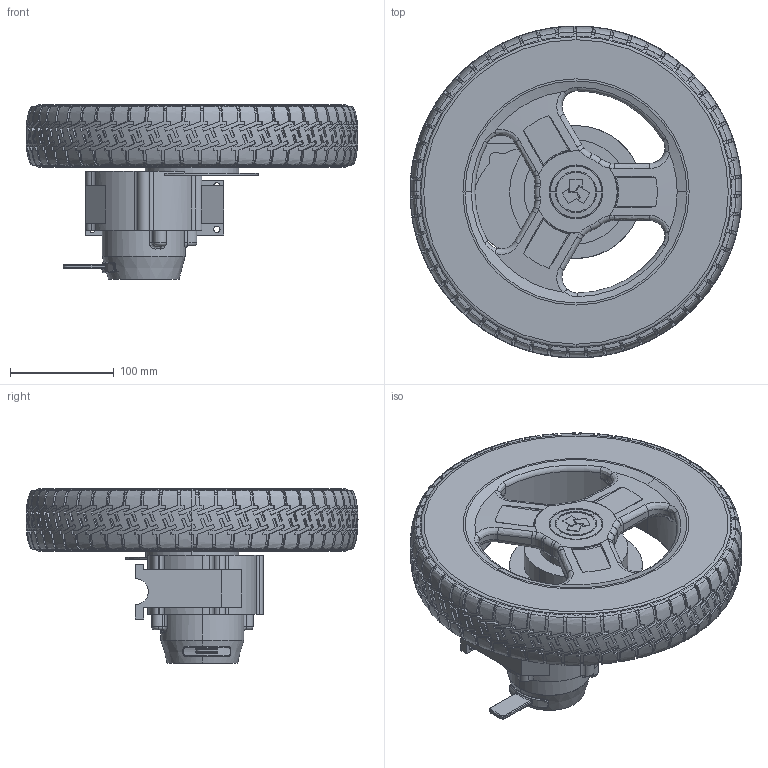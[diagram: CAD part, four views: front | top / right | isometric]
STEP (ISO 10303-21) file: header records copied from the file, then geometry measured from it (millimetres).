
FILE_DESCRIPTION (( 'STEP AP203' ), '1' );
FILE_NAME ('12寸轮椅车电机（右）.STEP', '2016-04-18T02:24:20', ( 'mycomputer' ), ( 'mycomputer' ), 'SwSTEP 2.0', 'SolidWorks 2014', '' );
FILE_SCHEMA (( 'CONFIG_CONTROL_DESIGN' ));
Length unit declared in the file: millimetre
Products named in the file (3): 12渡謫眛陬萇儂〞〞衵; 謫怚ㄗ12渡ㄘ; 12渡謫眛陬萇儂ㄗ衵ㄘ
Assembly tree (2 placements, depth 2):
  12渡謫眛陬萇儂ㄗ衵ㄘ
    12渡謫眛陬萇儂〞〞衵
    謫怚ㄗ12渡ㄘ
Bounding box: 319.99 x 319.99 x 169 mm (x, y, z)
Volume: 4298894.5 mm3; surface area: 435023.3 mm2
Topology: 2 solids, 2 shells, 2130 faces, 6192 edges, 4058 vertices
Faces by surface type: plane 1443, bspline 292, torus 206, cylinder 168, cone 19, sphere 2
Entity records: 87975 total; most frequent: CARTESIAN_POINT 37479, ORIENTED_EDGE 12340, DIRECTION 8243, EDGE_CURVE 6170, VERTEX_POINT 4056, AXIS2_PLACEMENT_3D 3302, B_SPLINE_CURVE_WITH_KNOTS 3055, EDGE_LOOP 2164
